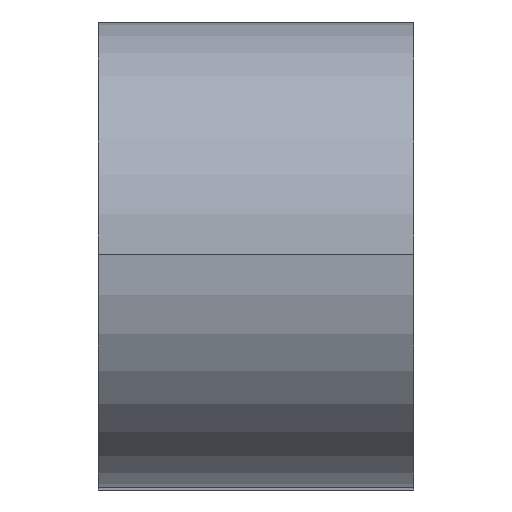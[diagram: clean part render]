
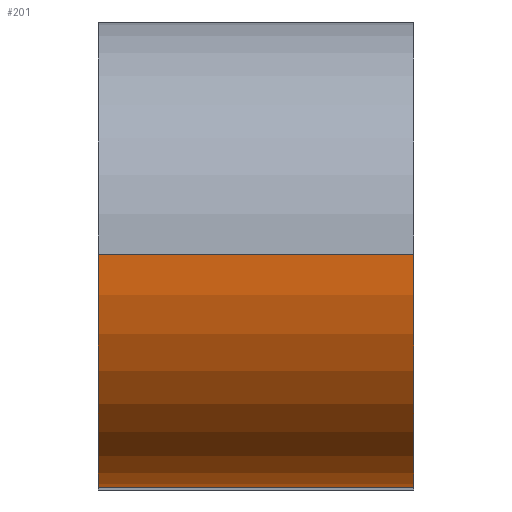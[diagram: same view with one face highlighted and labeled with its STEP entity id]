
A CAD part, top view. The second image highlights one B-rep face of the part: STEP entity #201.
In plain terms, the highlighted cylindrical face has radius 14 mm (diameter 28 mm), a partial arc.
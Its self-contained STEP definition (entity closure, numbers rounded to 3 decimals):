
#11 = EDGE_CURVE ( 'NONE', #313, #156, #296, .T. ) ;
#20 = EDGE_LOOP ( 'NONE', ( #203, #241, #269, #115 ) ) ;
#23 = CARTESIAN_POINT ( 'NONE',  ( 19., 0., 14. ) ) ;
#25 = DIRECTION ( 'NONE',  ( -1., 0., 0. ) ) ;
#29 = CARTESIAN_POINT ( 'NONE',  ( 19., 0., 14. ) ) ;
#36 = CARTESIAN_POINT ( 'NONE',  ( 0., 0., 0. ) ) ;
#45 = CARTESIAN_POINT ( 'NONE',  ( 19., 0., 0. ) ) ;
#67 = CIRCLE ( 'NONE', #400, 14. ) ;
#77 = LINE ( 'NONE', #127, #317 ) ;
#84 = CYLINDRICAL_SURFACE ( 'NONE', #407, 14. ) ;
#88 = CIRCLE ( 'NONE', #273, 14. ) ;
#100 = CARTESIAN_POINT ( 'NONE',  ( 0., 0., 14. ) ) ;
#103 = DIRECTION ( 'NONE',  ( -1., 0., 0. ) ) ;
#106 = DIRECTION ( 'NONE',  ( 0., 0., 1. ) ) ;
#115 = ORIENTED_EDGE ( 'NONE', *, *, #337, .F. ) ;
#127 = CARTESIAN_POINT ( 'NONE',  ( 19., -14., 0. ) ) ;
#129 = CARTESIAN_POINT ( 'NONE',  ( 19., 0., 0. ) ) ;
#134 = FACE_OUTER_BOUND ( 'NONE', #20, .T. ) ;
#138 = DIRECTION ( 'NONE',  ( 0., 0., 1. ) ) ;
#140 = VERTEX_POINT ( 'NONE', #260 ) ;
#142 = EDGE_CURVE ( 'NONE', #156, #243, #88, .T. ) ;
#156 = VERTEX_POINT ( 'NONE', #100 ) ;
#193 = DIRECTION ( 'NONE',  ( 1., 0., 0. ) ) ;
#201 = ADVANCED_FACE ( 'NONE', ( #134 ), #84, .T. ) ;
#203 = ORIENTED_EDGE ( 'NONE', *, *, #411, .F. ) ;
#224 = DIRECTION ( 'NONE',  ( 0., 0., 1. ) ) ;
#228 = CARTESIAN_POINT ( 'NONE',  ( 0., -14., 0. ) ) ;
#239 = VECTOR ( 'NONE', #25, 1000. ) ;
#241 = ORIENTED_EDGE ( 'NONE', *, *, #11, .T. ) ;
#243 = VERTEX_POINT ( 'NONE', #228 ) ;
#258 = DIRECTION ( 'NONE',  ( 1., 0., 0. ) ) ;
#260 = CARTESIAN_POINT ( 'NONE',  ( 19., -14., 0. ) ) ;
#269 = ORIENTED_EDGE ( 'NONE', *, *, #142, .T. ) ;
#273 = AXIS2_PLACEMENT_3D ( 'NONE', #36, #258, #224 ) ;
#296 = LINE ( 'NONE', #23, #239 ) ;
#313 = VERTEX_POINT ( 'NONE', #29 ) ;
#317 = VECTOR ( 'NONE', #377, 1000. ) ;
#337 = EDGE_CURVE ( 'NONE', #140, #243, #77, .T. ) ;
#377 = DIRECTION ( 'NONE',  ( -1., 0., 0. ) ) ;
#400 = AXIS2_PLACEMENT_3D ( 'NONE', #45, #193, #106 ) ;
#407 = AXIS2_PLACEMENT_3D ( 'NONE', #129, #103, #138 ) ;
#411 = EDGE_CURVE ( 'NONE', #313, #140, #67, .T. ) ;
